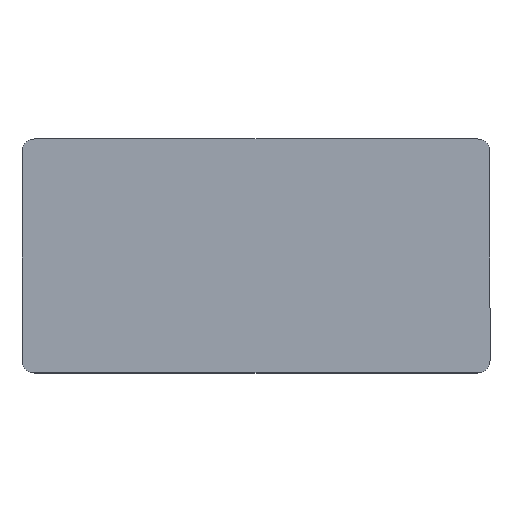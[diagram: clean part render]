
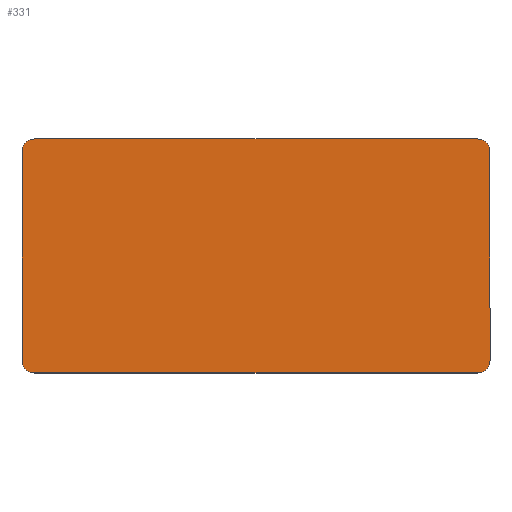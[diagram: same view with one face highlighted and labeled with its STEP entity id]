
A CAD part, top view. The second image highlights one B-rep face of the part: STEP entity #331.
In plain terms, the highlighted planar face has unit normal (0, 0, 1).
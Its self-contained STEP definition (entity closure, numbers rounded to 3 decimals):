
#5 = EDGE_CURVE ( 'NONE', #262, #115, #12, .T. ) ;
#7 = DIRECTION ( 'NONE',  ( 0., 0., 1. ) ) ;
#9 = LINE ( 'NONE', #248, #310 ) ;
#12 = CIRCLE ( 'NONE', #112, 0.7 ) ;
#14 = DIRECTION ( 'NONE',  ( 1., 0., 0. ) ) ;
#19 = DIRECTION ( 'NONE',  ( 1., 0., 0. ) ) ;
#35 = EDGE_CURVE ( 'NONE', #47, #284, #66, .T. ) ;
#41 = EDGE_CURVE ( 'NONE', #109, #172, #184, .T. ) ;
#43 = ORIENTED_EDGE ( 'NONE', *, *, #117, .T. ) ;
#47 = VERTEX_POINT ( 'NONE', #71 ) ;
#48 = ORIENTED_EDGE ( 'NONE', *, *, #41, .T. ) ;
#50 = DIRECTION ( 'NONE',  ( 1., 0., 0. ) ) ;
#51 = CARTESIAN_POINT ( 'NONE',  ( 25.3, 13., 0. ) ) ;
#53 = VECTOR ( 'NONE', #281, 1000. ) ;
#55 = CARTESIAN_POINT ( 'NONE',  ( 26., 0.7, 0. ) ) ;
#64 = CARTESIAN_POINT ( 'NONE',  ( 0.7, 12.3, 0. ) ) ;
#66 = LINE ( 'NONE', #198, #189 ) ;
#67 = EDGE_LOOP ( 'NONE', ( #201, #43, #136, #108, #160, #137, #48, #261 ) ) ;
#68 = CARTESIAN_POINT ( 'NONE',  ( 25.3, 12.3, 0. ) ) ;
#69 = LINE ( 'NONE', #51, #53 ) ;
#71 = CARTESIAN_POINT ( 'NONE',  ( 0.7, 0., 0. ) ) ;
#72 = AXIS2_PLACEMENT_3D ( 'NONE', #104, #7, #287 ) ;
#74 = CARTESIAN_POINT ( 'NONE',  ( 0., 12.3, 0. ) ) ;
#78 = CARTESIAN_POINT ( 'NONE',  ( 25.3, 0., 0. ) ) ;
#97 = CARTESIAN_POINT ( 'NONE',  ( 26., 12.3, 0. ) ) ;
#104 = CARTESIAN_POINT ( 'NONE',  ( 0.7, 12.3, 0. ) ) ;
#108 = ORIENTED_EDGE ( 'NONE', *, *, #35, .T. ) ;
#109 = VERTEX_POINT ( 'NONE', #97 ) ;
#112 = AXIS2_PLACEMENT_3D ( 'NONE', #64, #216, #14 ) ;
#113 = CIRCLE ( 'NONE', #143, 0.7 ) ;
#115 = VERTEX_POINT ( 'NONE', #74 ) ;
#117 = EDGE_CURVE ( 'NONE', #115, #193, #9, .T. ) ;
#128 = DIRECTION ( 'NONE',  ( 0., 0., 1. ) ) ;
#132 = DIRECTION ( 'NONE',  ( 0., 0., 1. ) ) ;
#134 = DIRECTION ( 'NONE',  ( 1., 0., 0. ) ) ;
#136 = ORIENTED_EDGE ( 'NONE', *, *, #290, .T. ) ;
#137 = ORIENTED_EDGE ( 'NONE', *, *, #211, .T. ) ;
#143 = AXIS2_PLACEMENT_3D ( 'NONE', #319, #132, #134 ) ;
#160 = ORIENTED_EDGE ( 'NONE', *, *, #321, .T. ) ;
#165 = VECTOR ( 'NONE', #205, 1000. ) ;
#172 = VERTEX_POINT ( 'NONE', #337 ) ;
#175 = FACE_OUTER_BOUND ( 'NONE', #67, .T. ) ;
#184 = CIRCLE ( 'NONE', #276, 0.7 ) ;
#189 = VECTOR ( 'NONE', #19, 1000. ) ;
#193 = VERTEX_POINT ( 'NONE', #339 ) ;
#198 = CARTESIAN_POINT ( 'NONE',  ( 0.7, 0., 0. ) ) ;
#201 = ORIENTED_EDGE ( 'NONE', *, *, #5, .T. ) ;
#205 = DIRECTION ( 'NONE',  ( 0., 1., 0. ) ) ;
#207 = PLANE ( 'NONE',  #72 ) ;
#211 = EDGE_CURVE ( 'NONE', #300, #109, #330, .T. ) ;
#216 = DIRECTION ( 'NONE',  ( 0., 0., 1. ) ) ;
#229 = CARTESIAN_POINT ( 'NONE',  ( 0.7, 0.7, 0. ) ) ;
#248 = CARTESIAN_POINT ( 'NONE',  ( 0., 12.3, 0. ) ) ;
#252 = DIRECTION ( 'NONE',  ( 1., 0., 0. ) ) ;
#259 = CARTESIAN_POINT ( 'NONE',  ( 0.7, 13., 0. ) ) ;
#261 = ORIENTED_EDGE ( 'NONE', *, *, #295, .T. ) ;
#262 = VERTEX_POINT ( 'NONE', #259 ) ;
#269 = CIRCLE ( 'NONE', #313, 0.7 ) ;
#276 = AXIS2_PLACEMENT_3D ( 'NONE', #68, #307, #50 ) ;
#281 = DIRECTION ( 'NONE',  ( -1., 0., 0. ) ) ;
#284 = VERTEX_POINT ( 'NONE', #78 ) ;
#287 = DIRECTION ( 'NONE',  ( 1., 0., 0. ) ) ;
#290 = EDGE_CURVE ( 'NONE', #193, #47, #269, .T. ) ;
#295 = EDGE_CURVE ( 'NONE', #172, #262, #69, .T. ) ;
#300 = VERTEX_POINT ( 'NONE', #55 ) ;
#307 = DIRECTION ( 'NONE',  ( 0., 0., 1. ) ) ;
#309 = CARTESIAN_POINT ( 'NONE',  ( 26., 0.7, 0. ) ) ;
#310 = VECTOR ( 'NONE', #335, 1000. ) ;
#313 = AXIS2_PLACEMENT_3D ( 'NONE', #229, #128, #252 ) ;
#319 = CARTESIAN_POINT ( 'NONE',  ( 25.3, 0.7, 0. ) ) ;
#321 = EDGE_CURVE ( 'NONE', #284, #300, #113, .T. ) ;
#330 = LINE ( 'NONE', #309, #165 ) ;
#331 = ADVANCED_FACE ( 'NONE', ( #175 ), #207, .T. ) ;
#335 = DIRECTION ( 'NONE',  ( 0., -1., 0. ) ) ;
#337 = CARTESIAN_POINT ( 'NONE',  ( 25.3, 13., 0. ) ) ;
#339 = CARTESIAN_POINT ( 'NONE',  ( 0., 0.7, 0. ) ) ;
